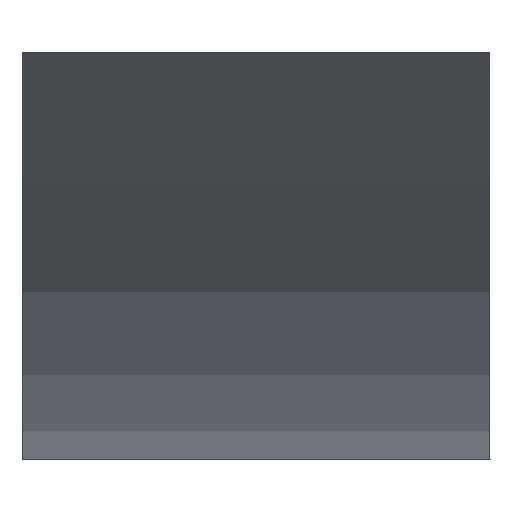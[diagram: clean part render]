
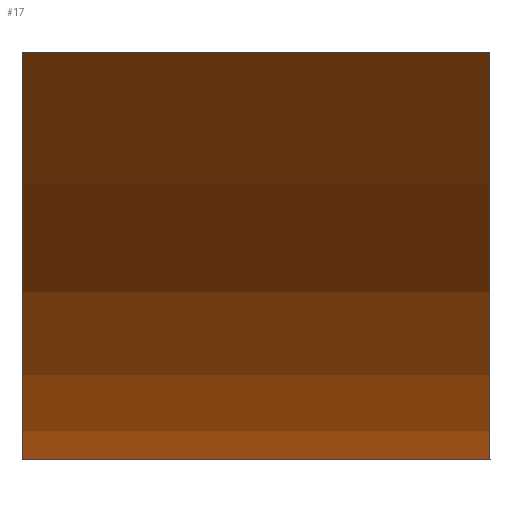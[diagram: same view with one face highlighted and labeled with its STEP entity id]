
A CAD part, left-side view. The second image highlights one B-rep face of the part: STEP entity #17.
In plain terms, the highlighted cylindrical face has radius 5.998 mm (diameter 11.996 mm), a partial arc.
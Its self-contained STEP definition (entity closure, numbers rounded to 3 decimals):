
#17 = ADVANCED_FACE('',(#18),#33,.F.);
#18 = FACE_BOUND('',#19,.F.);
#19 = EDGE_LOOP('',(#20,#66,#104,#143));
#20 = ORIENTED_EDGE('',*,*,#21,.T.);
#21 = EDGE_CURVE('',#22,#24,#26,.T.);
#22 = VERTEX_POINT('',#23);
#23 = CARTESIAN_POINT('',(-4.242,1.,
    0.));
#24 = VERTEX_POINT('',#25);
#25 = CARTESIAN_POINT('',(4.242,1.,
    0.));
#26 = SURFACE_CURVE('',#27,(#32),.PCURVE_S1.);
#27 = CIRCLE('',#28,5.998);
#28 = AXIS2_PLACEMENT_3D('',#29,#30,#31);
#29 = CARTESIAN_POINT('',(0.,1.,4.24)
  );
#30 = DIRECTION('',(0.,-1.,0.));
#31 = DIRECTION('',(-0.707,0.,-0.707)
  );
#32 = PCURVE('',#33,#38);
#33 = CYLINDRICAL_SURFACE('',#34,5.998);
#34 = AXIS2_PLACEMENT_3D('',#35,#36,#37);
#35 = CARTESIAN_POINT('',(0.,0.,
    4.24));
#36 = DIRECTION('',(0.,-1.,0.));
#37 = DIRECTION('',(-0.707,0.,-0.707)
  );
#38 = DEFINITIONAL_REPRESENTATION('',(#39),#65);
#39 = B_SPLINE_CURVE_WITH_KNOTS('',3,(#40,#41,#42,#43,#44,#45,#46,#47,
    #48,#49,#50,#51,#52,#53,#54,#55,#56,#57,#58,#59,#60,#61,#62,#63,#64)
  ,.UNSPECIFIED.,.F.,.F.,(4,1,1,1,1,1,1,1,1,1,1,1,1,1,1,1,1,1,1,1,1,1,4)
  ,(0.,0.071,0.143,0.214,0.286,
    0.357,0.429,0.5,0.571,
    0.643,0.714,0.786,0.857,
    0.928,1.,1.071,1.143,
    1.214,1.286,1.357,1.428,
    1.5,1.571),.QUASI_UNIFORM_KNOTS.);
#40 = CARTESIAN_POINT('',(0.,-1.));
#41 = CARTESIAN_POINT('',(0.024,-1.));
#42 = CARTESIAN_POINT('',(0.071,-1.));
#43 = CARTESIAN_POINT('',(0.143,-1.));
#44 = CARTESIAN_POINT('',(0.214,-1.));
#45 = CARTESIAN_POINT('',(0.286,-1.));
#46 = CARTESIAN_POINT('',(0.357,-1.));
#47 = CARTESIAN_POINT('',(0.429,-1.));
#48 = CARTESIAN_POINT('',(0.5,-1.));
#49 = CARTESIAN_POINT('',(0.571,-1.));
#50 = CARTESIAN_POINT('',(0.643,-1.));
#51 = CARTESIAN_POINT('',(0.714,-1.));
#52 = CARTESIAN_POINT('',(0.786,-1.));
#53 = CARTESIAN_POINT('',(0.857,-1.));
#54 = CARTESIAN_POINT('',(0.928,-1.));
#55 = CARTESIAN_POINT('',(1.,-1.));
#56 = CARTESIAN_POINT('',(1.071,-1.));
#57 = CARTESIAN_POINT('',(1.143,-1.));
#58 = CARTESIAN_POINT('',(1.214,-1.));
#59 = CARTESIAN_POINT('',(1.286,-1.));
#60 = CARTESIAN_POINT('',(1.357,-1.));
#61 = CARTESIAN_POINT('',(1.428,-1.));
#62 = CARTESIAN_POINT('',(1.5,-1.));
#63 = CARTESIAN_POINT('',(1.547,-1.));
#64 = CARTESIAN_POINT('',(1.571,-1.));
#65 = ( GEOMETRIC_REPRESENTATION_CONTEXT(2) 
PARAMETRIC_REPRESENTATION_CONTEXT() REPRESENTATION_CONTEXT('2D SPACE',''
  ) );
#66 = ORIENTED_EDGE('',*,*,#67,.T.);
#67 = EDGE_CURVE('',#24,#68,#70,.T.);
#68 = VERTEX_POINT('',#69);
#69 = CARTESIAN_POINT('',(4.242,-1.,
    0.));
#70 = SURFACE_CURVE('',#71,(#75),.PCURVE_S1.);
#71 = LINE('',#72,#73);
#72 = CARTESIAN_POINT('',(4.242,1.,
    0.));
#73 = VECTOR('',#74,1.);
#74 = DIRECTION('',(0.,-1.,0.));
#75 = PCURVE('',#33,#76);
#76 = DEFINITIONAL_REPRESENTATION('',(#77),#103);
#77 = B_SPLINE_CURVE_WITH_KNOTS('',3,(#78,#79,#80,#81,#82,#83,#84,#85,
    #86,#87,#88,#89,#90,#91,#92,#93,#94,#95,#96,#97,#98,#99,#100,#101,
    #102),.UNSPECIFIED.,.F.,.F.,(4,1,1,1,1,1,1,1,1,1,1,1,1,1,1,1,1,1,1,1
    ,1,1,4),(0.,0.091,0.182,0.273,
    0.364,0.455,0.545,0.636,
    0.727,0.818,0.909,1.,
    1.091,1.182,1.273,1.364,
    1.455,1.545,1.636,1.727,
    1.818,1.909,2.),.QUASI_UNIFORM_KNOTS.);
#78 = CARTESIAN_POINT('',(1.571,-1.));
#79 = CARTESIAN_POINT('',(1.571,-0.97));
#80 = CARTESIAN_POINT('',(1.571,-0.909));
#81 = CARTESIAN_POINT('',(1.571,-0.818));
#82 = CARTESIAN_POINT('',(1.571,-0.727));
#83 = CARTESIAN_POINT('',(1.571,-0.636));
#84 = CARTESIAN_POINT('',(1.571,-0.545));
#85 = CARTESIAN_POINT('',(1.571,-0.455));
#86 = CARTESIAN_POINT('',(1.571,-0.364));
#87 = CARTESIAN_POINT('',(1.571,-0.273));
#88 = CARTESIAN_POINT('',(1.571,-0.182));
#89 = CARTESIAN_POINT('',(1.571,-0.091));
#90 = CARTESIAN_POINT('',(1.571,0.));
#91 = CARTESIAN_POINT('',(1.571,0.091));
#92 = CARTESIAN_POINT('',(1.571,0.182));
#93 = CARTESIAN_POINT('',(1.571,0.273));
#94 = CARTESIAN_POINT('',(1.571,0.364));
#95 = CARTESIAN_POINT('',(1.571,0.455));
#96 = CARTESIAN_POINT('',(1.571,0.545));
#97 = CARTESIAN_POINT('',(1.571,0.636));
#98 = CARTESIAN_POINT('',(1.571,0.727));
#99 = CARTESIAN_POINT('',(1.571,0.818));
#100 = CARTESIAN_POINT('',(1.571,0.909));
#101 = CARTESIAN_POINT('',(1.571,0.97));
#102 = CARTESIAN_POINT('',(1.571,1.));
#103 = ( GEOMETRIC_REPRESENTATION_CONTEXT(2) 
PARAMETRIC_REPRESENTATION_CONTEXT() REPRESENTATION_CONTEXT('2D SPACE',''
  ) );
#104 = ORIENTED_EDGE('',*,*,#105,.T.);
#105 = EDGE_CURVE('',#68,#106,#108,.T.);
#106 = VERTEX_POINT('',#107);
#107 = CARTESIAN_POINT('',(-4.242,-1.,
    0.));
#108 = SURFACE_CURVE('',#109,(#114),.PCURVE_S1.);
#109 = CIRCLE('',#110,5.998);
#110 = AXIS2_PLACEMENT_3D('',#111,#112,#113);
#111 = CARTESIAN_POINT('',(0.,-1.,
    4.24));
#112 = DIRECTION('',(0.,1.,0.));
#113 = DIRECTION('',(0.707,0.,-0.707)
  );
#114 = PCURVE('',#33,#115);
#115 = DEFINITIONAL_REPRESENTATION('',(#116),#142);
#116 = B_SPLINE_CURVE_WITH_KNOTS('',3,(#117,#118,#119,#120,#121,#122,
    #123,#124,#125,#126,#127,#128,#129,#130,#131,#132,#133,#134,#135,
    #136,#137,#138,#139,#140,#141),.UNSPECIFIED.,.F.,.F.,(4,1,1,1,1,1,1,
    1,1,1,1,1,1,1,1,1,1,1,1,1,1,1,4),(0.,0.071,
    0.143,0.214,0.286,0.357,
    0.429,0.5,0.571,0.643,
    0.714,0.786,0.857,0.928,
    1.,1.071,1.143,1.214,
    1.286,1.357,1.428,1.5,
    1.571),.QUASI_UNIFORM_KNOTS.);
#117 = CARTESIAN_POINT('',(1.571,1.));
#118 = CARTESIAN_POINT('',(1.547,1.));
#119 = CARTESIAN_POINT('',(1.5,1.));
#120 = CARTESIAN_POINT('',(1.428,1.));
#121 = CARTESIAN_POINT('',(1.357,1.));
#122 = CARTESIAN_POINT('',(1.286,1.));
#123 = CARTESIAN_POINT('',(1.214,1.));
#124 = CARTESIAN_POINT('',(1.143,1.));
#125 = CARTESIAN_POINT('',(1.071,1.));
#126 = CARTESIAN_POINT('',(1.,1.));
#127 = CARTESIAN_POINT('',(0.928,1.));
#128 = CARTESIAN_POINT('',(0.857,1.));
#129 = CARTESIAN_POINT('',(0.786,1.));
#130 = CARTESIAN_POINT('',(0.714,1.));
#131 = CARTESIAN_POINT('',(0.643,1.));
#132 = CARTESIAN_POINT('',(0.571,1.));
#133 = CARTESIAN_POINT('',(0.5,1.));
#134 = CARTESIAN_POINT('',(0.429,1.));
#135 = CARTESIAN_POINT('',(0.357,1.));
#136 = CARTESIAN_POINT('',(0.286,1.));
#137 = CARTESIAN_POINT('',(0.214,1.));
#138 = CARTESIAN_POINT('',(0.143,1.));
#139 = CARTESIAN_POINT('',(0.071,1.));
#140 = CARTESIAN_POINT('',(0.024,1.));
#141 = CARTESIAN_POINT('',(0.,1.));
#142 = ( GEOMETRIC_REPRESENTATION_CONTEXT(2) 
PARAMETRIC_REPRESENTATION_CONTEXT() REPRESENTATION_CONTEXT('2D SPACE',''
  ) );
#143 = ORIENTED_EDGE('',*,*,#144,.T.);
#144 = EDGE_CURVE('',#106,#22,#145,.T.);
#145 = SURFACE_CURVE('',#146,(#150),.PCURVE_S1.);
#146 = LINE('',#147,#148);
#147 = CARTESIAN_POINT('',(-4.242,-1.,
    0.));
#148 = VECTOR('',#149,1.);
#149 = DIRECTION('',(0.,1.,0.));
#150 = PCURVE('',#33,#151);
#151 = DEFINITIONAL_REPRESENTATION('',(#152),#178);
#152 = B_SPLINE_CURVE_WITH_KNOTS('',3,(#153,#154,#155,#156,#157,#158,
    #159,#160,#161,#162,#163,#164,#165,#166,#167,#168,#169,#170,#171,
    #172,#173,#174,#175,#176,#177),.UNSPECIFIED.,.F.,.F.,(4,1,1,1,1,1,1,
    1,1,1,1,1,1,1,1,1,1,1,1,1,1,1,4),(0.,0.091,0.182
    ,0.273,0.364,0.455,0.545,
    0.636,0.727,0.818,0.909,
    1.,1.091,1.182,1.273,
    1.364,1.455,1.545,1.636,
    1.727,1.818,1.909,2.),
  .QUASI_UNIFORM_KNOTS.);
#153 = CARTESIAN_POINT('',(0.,1.));
#154 = CARTESIAN_POINT('',(0.,0.97));
#155 = CARTESIAN_POINT('',(0.,0.909));
#156 = CARTESIAN_POINT('',(0.,0.818));
#157 = CARTESIAN_POINT('',(0.,0.727));
#158 = CARTESIAN_POINT('',(0.,0.636));
#159 = CARTESIAN_POINT('',(0.,0.545));
#160 = CARTESIAN_POINT('',(0.,0.455));
#161 = CARTESIAN_POINT('',(0.,0.364));
#162 = CARTESIAN_POINT('',(0.,0.273));
#163 = CARTESIAN_POINT('',(0.,0.182));
#164 = CARTESIAN_POINT('',(0.,0.091));
#165 = CARTESIAN_POINT('',(0.,0.));
#166 = CARTESIAN_POINT('',(0.,-0.091));
#167 = CARTESIAN_POINT('',(0.,-0.182));
#168 = CARTESIAN_POINT('',(0.,-0.273));
#169 = CARTESIAN_POINT('',(0.,-0.364));
#170 = CARTESIAN_POINT('',(0.,-0.455));
#171 = CARTESIAN_POINT('',(0.,-0.545));
#172 = CARTESIAN_POINT('',(0.,-0.636));
#173 = CARTESIAN_POINT('',(0.,-0.727));
#174 = CARTESIAN_POINT('',(0.,-0.818));
#175 = CARTESIAN_POINT('',(0.,-0.909));
#176 = CARTESIAN_POINT('',(0.,-0.97));
#177 = CARTESIAN_POINT('',(0.,-1.));
#178 = ( GEOMETRIC_REPRESENTATION_CONTEXT(2) 
PARAMETRIC_REPRESENTATION_CONTEXT() REPRESENTATION_CONTEXT('2D SPACE',''
  ) );
